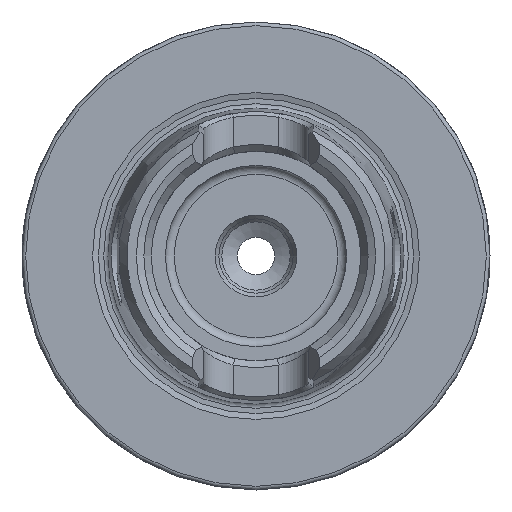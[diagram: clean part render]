
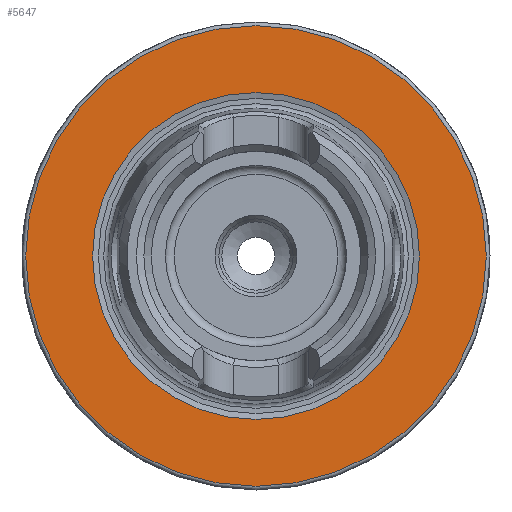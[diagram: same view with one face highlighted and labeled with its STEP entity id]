
A CAD part, left-side view. The second image highlights one B-rep face of the part: STEP entity #5647.
In plain terms, the highlighted planar face has unit normal (-1, 0, 0).
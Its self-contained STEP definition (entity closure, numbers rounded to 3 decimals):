
#5613=CARTESIAN_POINT('',(0.0,22.,0.0));
#5614=VERTEX_POINT('',#5613);
#5615=CARTESIAN_POINT('',(0.0,0.,0.0));
#5616=DIRECTION('',(1.0,0.0,0.0));
#5617=DIRECTION('',(0.0,1.0,0.0));
#5618=AXIS2_PLACEMENT_3D('',#5615,#5616,#5617);
#5619=CIRCLE('',#5618,22.);
#5620=EDGE_CURVE('',#5614,#5614,#5619,.T.);
#5628=CARTESIAN_POINT('',(0.0,26.5,0.0));
#5629=DIRECTION('',(-1.0,0.0,0.0));
#5630=DIRECTION('',(0.0,0.0,1.0));
#5631=AXIS2_PLACEMENT_3D('',#5628,#5629,#5630);
#5632=PLANE('',#5631);
#5633=CARTESIAN_POINT('',(0.0,31.,0.0));
#5634=VERTEX_POINT('',#5633);
#5635=CARTESIAN_POINT('',(0.0,0.,0.0));
#5636=DIRECTION('',(1.0,0.0,0.0));
#5637=DIRECTION('',(0.0,1.0,0.0));
#5638=AXIS2_PLACEMENT_3D('',#5635,#5636,#5637);
#5639=CIRCLE('',#5638,31.);
#5640=EDGE_CURVE('',#5634,#5634,#5639,.T.);
#5641=ORIENTED_EDGE('',*,*,#5640,.F.);
#5642=EDGE_LOOP('',(#5641));
#5643=FACE_OUTER_BOUND('',#5642,.T.);
#5644=ORIENTED_EDGE('',*,*,#5620,.T.);
#5645=EDGE_LOOP('',(#5644));
#5646=FACE_BOUND('',#5645,.T.);
#5647=ADVANCED_FACE('',(#5643,#5646),#5632,.T.);
